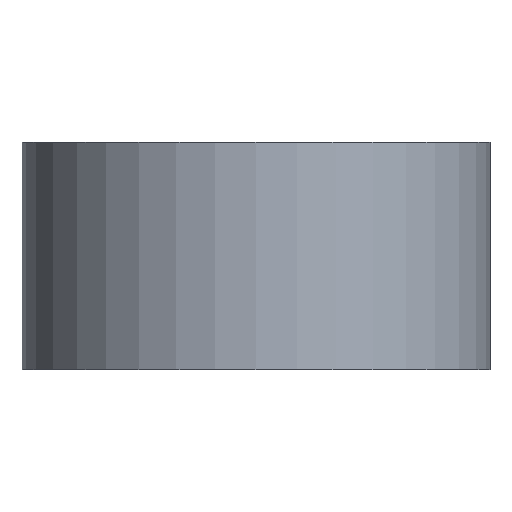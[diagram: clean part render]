
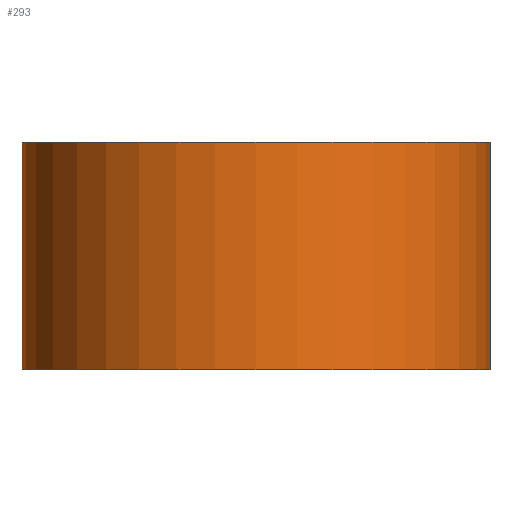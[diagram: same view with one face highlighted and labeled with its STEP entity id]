
A CAD part, front view. The second image highlights one B-rep face of the part: STEP entity #293.
In plain terms, the highlighted cylindrical face has radius 16.294 mm (diameter 32.588 mm), a partial arc.
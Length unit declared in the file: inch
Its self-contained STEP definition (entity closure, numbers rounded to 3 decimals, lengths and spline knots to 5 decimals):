
#9 = EDGE_CURVE ( 'NONE', #259, #533, #408, .T. ) ;
#41 = FACE_OUTER_BOUND ( 'NONE', #545, .T. ) ;
#92 = CIRCLE ( 'NONE', #354, 0.6415 ) ;
#93 = EDGE_CURVE ( 'NONE', #259, #173, #92, .T. ) ;
#104 = DIRECTION ( 'NONE',  ( 0., 0., -1. ) ) ;
#150 = DIRECTION ( 'NONE',  ( 0., 0., -1. ) ) ;
#151 = ORIENTED_EDGE ( 'NONE', *, *, #93, .T. ) ;
#153 = VERTEX_POINT ( 'NONE', #542 ) ;
#162 = CARTESIAN_POINT ( 'NONE',  ( 0.5935, -1.0145, 0.3125 ) ) ;
#173 = VERTEX_POINT ( 'NONE', #218 ) ;
#190 = CARTESIAN_POINT ( 'NONE',  ( -0.048, -1.656, 0.3125 ) ) ;
#212 = DIRECTION ( 'NONE',  ( 1., 0., 0. ) ) ;
#218 = CARTESIAN_POINT ( 'NONE',  ( -0.048, -1.656, 0.3125 ) ) ;
#246 = VECTOR ( 'NONE', #389, 39.37008 ) ;
#259 = VERTEX_POINT ( 'NONE', #522 ) ;
#293 = ADVANCED_FACE ( 'NONE', ( #41 ), #417, .T. ) ;
#309 = VECTOR ( 'NONE', #104, 39.37008 ) ;
#323 = AXIS2_PLACEMENT_3D ( 'NONE', #353, #150, #212 ) ;
#352 = DIRECTION ( 'NONE',  ( -1., 0., 0. ) ) ;
#353 = CARTESIAN_POINT ( 'NONE',  ( 0.5935, -1.656, -0.3125 ) ) ;
#354 = AXIS2_PLACEMENT_3D ( 'NONE', #539, #540, #546 ) ;
#371 = ORIENTED_EDGE ( 'NONE', *, *, #391, .T. ) ;
#389 = DIRECTION ( 'NONE',  ( 0., 0., -1. ) ) ;
#390 = DIRECTION ( 'NONE',  ( 0., 0., -1. ) ) ;
#391 = EDGE_CURVE ( 'NONE', #173, #153, #541, .T. ) ;
#392 = ORIENTED_EDGE ( 'NONE', *, *, #513, .F. ) ;
#393 = CARTESIAN_POINT ( 'NONE',  ( 0.5935, -1.656, 0.3125 ) ) ;
#408 = LINE ( 'NONE', #162, #309 ) ;
#417 = CYLINDRICAL_SURFACE ( 'NONE', #479, 0.6415 ) ;
#455 = CARTESIAN_POINT ( 'NONE',  ( 0.5935, -1.0145, -0.3125 ) ) ;
#479 = AXIS2_PLACEMENT_3D ( 'NONE', #393, #390, #352 ) ;
#506 = ORIENTED_EDGE ( 'NONE', *, *, #9, .F. ) ;
#513 = EDGE_CURVE ( 'NONE', #533, #153, #547, .T. ) ;
#522 = CARTESIAN_POINT ( 'NONE',  ( 0.5935, -1.0145, 0.3125 ) ) ;
#533 = VERTEX_POINT ( 'NONE', #455 ) ;
#539 = CARTESIAN_POINT ( 'NONE',  ( 0.5935, -1.656, 0.3125 ) ) ;
#540 = DIRECTION ( 'NONE',  ( 0., 0., -1. ) ) ;
#541 = LINE ( 'NONE', #190, #246 ) ;
#542 = CARTESIAN_POINT ( 'NONE',  ( -0.048, -1.656, -0.3125 ) ) ;
#545 = EDGE_LOOP ( 'NONE', ( #392, #506, #151, #371 ) ) ;
#546 = DIRECTION ( 'NONE',  ( 1., 0., 0. ) ) ;
#547 = CIRCLE ( 'NONE', #323, 0.6415 ) ;
